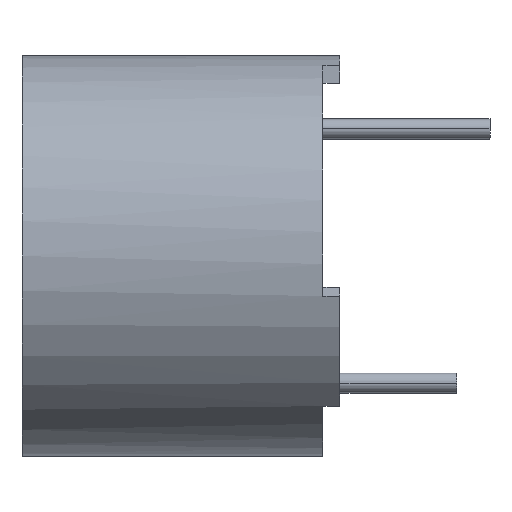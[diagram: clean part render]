
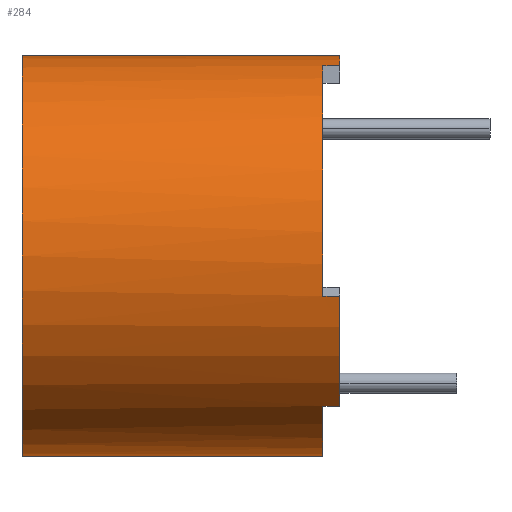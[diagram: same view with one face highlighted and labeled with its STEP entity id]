
A CAD part, left-side view. The second image highlights one B-rep face of the part: STEP entity #284.
In plain terms, the highlighted cylindrical face has radius 6 mm (diameter 12 mm), a partial arc.
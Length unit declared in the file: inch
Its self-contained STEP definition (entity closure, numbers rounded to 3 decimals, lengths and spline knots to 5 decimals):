
#12 = DIRECTION ( 'NONE',  ( 0., 1., 0. ) ) ;
#14 = VERTEX_POINT ( 'NONE', #236 ) ;
#23 = DIRECTION ( 'NONE',  ( 0., 1., 0. ) ) ;
#41 = VERTEX_POINT ( 'NONE', #1299 ) ;
#127 = EDGE_CURVE ( 'NONE', #14, #668, #288, .T. ) ;
#138 = VERTEX_POINT ( 'NONE', #1391 ) ;
#141 = CARTESIAN_POINT ( 'NONE',  ( -0.23145, -0.09843, -0.04725 ) ) ;
#153 = CARTESIAN_POINT ( 'NONE',  ( -0.23145, 0.08858, -0.04725 ) ) ;
#159 = CIRCLE ( 'NONE', #1546, 0.23622 ) ;
#186 = AXIS2_PLACEMENT_3D ( 'NONE', #925, #352, #235 ) ;
#200 = ORIENTED_EDGE ( 'NONE', *, *, #1139, .F. ) ;
#206 = CARTESIAN_POINT ( 'NONE',  ( -0.15664, -0.07874, -0.17681 ) ) ;
#217 = ORIENTED_EDGE ( 'NONE', *, *, #649, .F. ) ;
#235 = DIRECTION ( 'NONE',  ( 0., 0., 1. ) ) ;
#236 = CARTESIAN_POINT ( 'NONE',  ( 0., 0.27559, -0.23622 ) ) ;
#256 = DIRECTION ( 'NONE',  ( 0., 1., 0. ) ) ;
#284 = ADVANCED_FACE ( 'NONE', ( #924 ), #1304, .T. ) ;
#288 = CIRCLE ( 'NONE', #986, 0.23622 ) ;
#300 = VERTEX_POINT ( 'NONE', #206 ) ;
#330 = DIRECTION ( 'NONE',  ( 0., -1., 0. ) ) ;
#332 = CARTESIAN_POINT ( 'NONE',  ( 0., -0.09843, 0.23622 ) ) ;
#352 = DIRECTION ( 'NONE',  ( 0., -1., 0. ) ) ;
#364 = LINE ( 'NONE', #1462, #941 ) ;
#422 = DIRECTION ( 'NONE',  ( 0., 0., 1. ) ) ;
#424 = VERTEX_POINT ( 'NONE', #141 ) ;
#433 = EDGE_CURVE ( 'NONE', #138, #41, #364, .T. ) ;
#454 = EDGE_CURVE ( 'NONE', #544, #424, #1469, .T. ) ;
#456 = CIRCLE ( 'NONE', #186, 0.23622 ) ;
#458 = ORIENTED_EDGE ( 'NONE', *, *, #127, .F. ) ;
#477 = LINE ( 'NONE', #1104, #539 ) ;
#539 = VECTOR ( 'NONE', #256, 39.37008 ) ;
#540 = ORIENTED_EDGE ( 'NONE', *, *, #1288, .F. ) ;
#544 = VERTEX_POINT ( 'NONE', #694 ) ;
#552 = CARTESIAN_POINT ( 'NONE',  ( 0., -0.07874, -0.23622 ) ) ;
#572 = VERTEX_POINT ( 'NONE', #552 ) ;
#609 = DIRECTION ( 'NONE',  ( 0., -1., 0. ) ) ;
#613 = AXIS2_PLACEMENT_3D ( 'NONE', #1282, #1434, #1311 ) ;
#640 = CARTESIAN_POINT ( 'NONE',  ( -0.15664, 0.08858, -0.17681 ) ) ;
#649 = EDGE_CURVE ( 'NONE', #572, #14, #477, .T. ) ;
#668 = VERTEX_POINT ( 'NONE', #1082 ) ;
#687 = DIRECTION ( 'NONE',  ( 0., 1., 0. ) ) ;
#690 = VECTOR ( 'NONE', #1319, 39.37008 ) ;
#694 = CARTESIAN_POINT ( 'NONE',  ( -0.23145, -0.07874, -0.04725 ) ) ;
#709 = CIRCLE ( 'NONE', #959, 0.23622 ) ;
#722 = ORIENTED_EDGE ( 'NONE', *, *, #1059, .F. ) ;
#731 = VECTOR ( 'NONE', #12, 39.37008 ) ;
#816 = CARTESIAN_POINT ( 'NONE',  ( -0.15664, -0.09843, -0.17681 ) ) ;
#868 = LINE ( 'NONE', #640, #731 ) ;
#896 = ORIENTED_EDGE ( 'NONE', *, *, #1326, .T. ) ;
#902 = CARTESIAN_POINT ( 'NONE',  ( 0., -0.09843, 0.23622 ) ) ;
#924 = FACE_OUTER_BOUND ( 'NONE', #1031, .T. ) ;
#925 = CARTESIAN_POINT ( 'NONE',  ( 0., -0.07874, 0. ) ) ;
#941 = VECTOR ( 'NONE', #23, 39.37008 ) ;
#959 = AXIS2_PLACEMENT_3D ( 'NONE', #1166, #330, #1142 ) ;
#986 = AXIS2_PLACEMENT_3D ( 'NONE', #1101, #1472, #1351 ) ;
#992 = CIRCLE ( 'NONE', #1162, 0.23622 ) ;
#1014 = ORIENTED_EDGE ( 'NONE', *, *, #1415, .F. ) ;
#1031 = EDGE_LOOP ( 'NONE', ( #217, #540, #200, #722, #1466, #1014, #1034, #1203, #896, #458 ) ) ;
#1034 = ORIENTED_EDGE ( 'NONE', *, *, #433, .F. ) ;
#1059 = EDGE_CURVE ( 'NONE', #424, #1266, #992, .T. ) ;
#1082 = CARTESIAN_POINT ( 'NONE',  ( 0., 0.27559, 0.23622 ) ) ;
#1101 = CARTESIAN_POINT ( 'NONE',  ( 0., 0.27559, 0. ) ) ;
#1104 = CARTESIAN_POINT ( 'NONE',  ( 0., -0.09843, -0.23622 ) ) ;
#1139 = EDGE_CURVE ( 'NONE', #1266, #300, #868, .T. ) ;
#1142 = DIRECTION ( 'NONE',  ( 0., 0., 1. ) ) ;
#1162 = AXIS2_PLACEMENT_3D ( 'NONE', #1223, #609, #1338 ) ;
#1166 = CARTESIAN_POINT ( 'NONE',  ( 0., -0.09843, 0. ) ) ;
#1203 = ORIENTED_EDGE ( 'NONE', *, *, #1477, .F. ) ;
#1223 = CARTESIAN_POINT ( 'NONE',  ( 0., -0.09843, 0. ) ) ;
#1233 = VERTEX_POINT ( 'NONE', #902 ) ;
#1266 = VERTEX_POINT ( 'NONE', #816 ) ;
#1282 = CARTESIAN_POINT ( 'NONE',  ( 0., -0.09843, 0. ) ) ;
#1288 = EDGE_CURVE ( 'NONE', #300, #572, #456, .T. ) ;
#1299 = CARTESIAN_POINT ( 'NONE',  ( -0.0748, -0.07874, 0.22406 ) ) ;
#1304 = CYLINDRICAL_SURFACE ( 'NONE', #613, 0.23622 ) ;
#1311 = DIRECTION ( 'NONE',  ( 0., 0., 1. ) ) ;
#1317 = VECTOR ( 'NONE', #687, 39.37008 ) ;
#1319 = DIRECTION ( 'NONE',  ( 0., -1., 0. ) ) ;
#1326 = EDGE_CURVE ( 'NONE', #1233, #668, #1537, .T. ) ;
#1338 = DIRECTION ( 'NONE',  ( 0., 0., 1. ) ) ;
#1351 = DIRECTION ( 'NONE',  ( 0., 0., 1. ) ) ;
#1391 = CARTESIAN_POINT ( 'NONE',  ( -0.0748, -0.09843, 0.22406 ) ) ;
#1415 = EDGE_CURVE ( 'NONE', #41, #544, #159, .T. ) ;
#1434 = DIRECTION ( 'NONE',  ( 0., 1., 0. ) ) ;
#1462 = CARTESIAN_POINT ( 'NONE',  ( -0.0748, 0.08858, 0.22406 ) ) ;
#1466 = ORIENTED_EDGE ( 'NONE', *, *, #454, .F. ) ;
#1469 = LINE ( 'NONE', #153, #690 ) ;
#1472 = DIRECTION ( 'NONE',  ( 0., 1., 0. ) ) ;
#1477 = EDGE_CURVE ( 'NONE', #1233, #138, #709, .T. ) ;
#1491 = CARTESIAN_POINT ( 'NONE',  ( 0., -0.07874, 0. ) ) ;
#1512 = DIRECTION ( 'NONE',  ( 0., -1., 0. ) ) ;
#1537 = LINE ( 'NONE', #332, #1317 ) ;
#1546 = AXIS2_PLACEMENT_3D ( 'NONE', #1491, #1512, #422 ) ;
